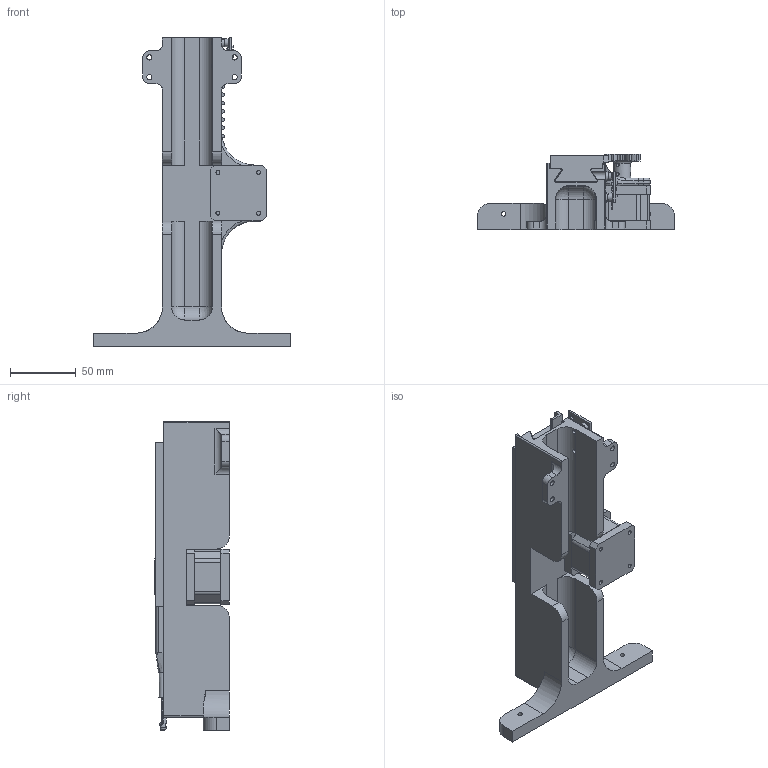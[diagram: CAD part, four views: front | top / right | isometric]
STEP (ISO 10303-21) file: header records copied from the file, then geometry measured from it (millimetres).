
FILE_DESCRIPTION(/* description */ (''),/* implementation_level */ '2;1');
FILE_NAME(/* name */ '6000_Sample Assembly_V2-Jul82021.stp',/* time_stamp */ '2021-07-08T10:20:53-04:00',/* author */ ('Eli'),/* organization */ (''),/* preprocessor_version */ 'ST-DEVELOPER v18.1',/* originating_system */ 'Autodesk Inventor 2021',/* authorisation */ '');
FILE_SCHEMA (('AUTOMOTIVE_DESIGN { 1 0 10303 214 3 1 1 }'));
Length unit declared in the file: millimetre
Products named in the file (8): 3000_Sample Assembly_V2; 6101_Sample Rail Base_V2; 3102_Dovetail Slider_V2; 3211_Stepper Motor_V1; Spur Gear1; 3104_Example Bulb_V1; 3103_Bulb Arm_V4; EdgeDetector
Assembly tree (7 placements, depth 2):
  3000_Sample Assembly_V2
    6101_Sample Rail Base_V2
    3102_Dovetail Slider_V2
    3211_Stepper Motor_V1
    Spur Gear1
    3104_Example Bulb_V1
    3103_Bulb Arm_V4
    EdgeDetector
Bounding box: 150.2 x 57 x 235 mm (x, y, z)
Volume: 368553.5 mm3; surface area: 115467 mm2
Topology: 25 solids, 25 shells, 1287 faces, 3402 edges, 2177 vertices
Faces by surface type: plane 839, cylinder 373, torus 34, bspline 30, sphere 11
Full cylindrical faces by diameter (mm): 1 x4, 1.2 x1, 1.5 x1, 2.459 x6, 2.5 x2, 3 x11, 3.5 x3, 3.81 x4, 4 x6, 4.5 x2, 5 x2, 6 x4, 9 x1, 13 x1
Entity records: 43581 total; most frequent: CARTESIAN_POINT 9993, ORIENTED_EDGE 6792, DIRECTION 6665, EDGE_CURVE 3396, LINE 2445, VECTOR 2445, VERTEX_POINT 2177, AXIS2_PLACEMENT_3D 2110
